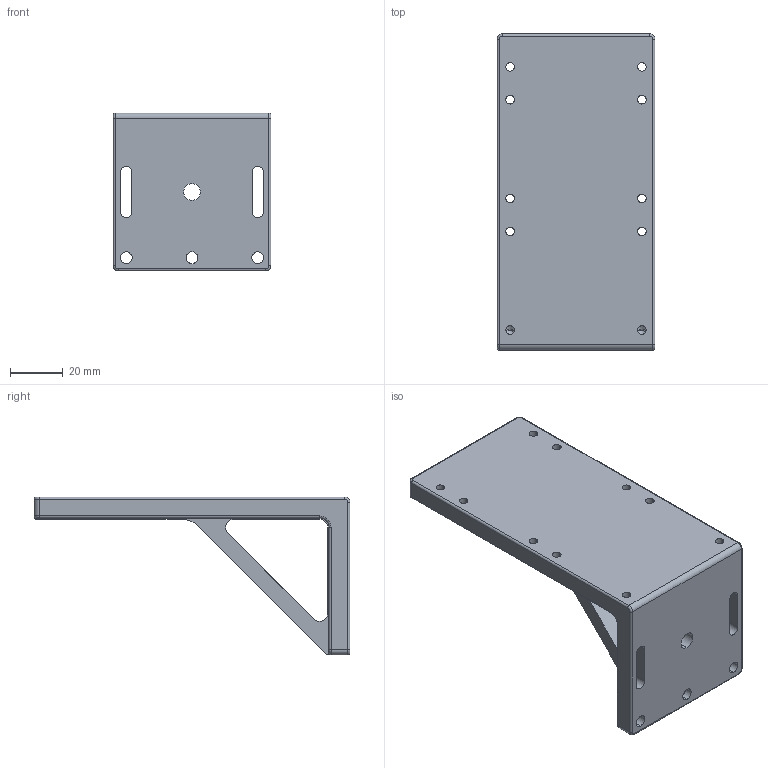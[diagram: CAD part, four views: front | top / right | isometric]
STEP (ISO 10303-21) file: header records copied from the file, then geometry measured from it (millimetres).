
FILE_DESCRIPTION (( 'STEP AP203' ), '1' );
FILE_NAME ('OMLB炵蹈眻褒蛌諉啣 OMLB04B.STEP', '2021-05-20T08:41:57', ( 'Microsoft' ), ( 'Microsoft' ), 'SwSTEP 2.0', 'SolidWorks 2018', '' );
FILE_SCHEMA (( 'CONFIG_CONTROL_DESIGN' ));
Length unit declared in the file: millimetre
Products named in the file (2): OMLB04B-01 OMSC60-L蟀諉啣4; OMLB炵蹈眻褒蛌諉啣 OMLB04B
Assembly tree (1 placements, depth 2):
  OMLB炵蹈眻褒蛌諉啣 OMLB04B
    OMLB04B-01 OMSC60-L蟀諉啣4
Bounding box: 60 x 120 x 60 mm (x, y, z)
Volume: 93774.5 mm3; surface area: 29571.6 mm2
Topology: 1 solids, 1 shells, 265 faces, 692 edges, 450 vertices
Faces by surface type: plane 133, cylinder 65, bspline 51, torus 12, cone 4
Entity records: 12354 total; most frequent: CARTESIAN_POINT 5850, ORIENTED_EDGE 1376, DIRECTION 1150, EDGE_CURVE 688, VERTEX_POINT 450, VECTOR 442, LINE 442, AXIS2_PLACEMENT_3D 354
